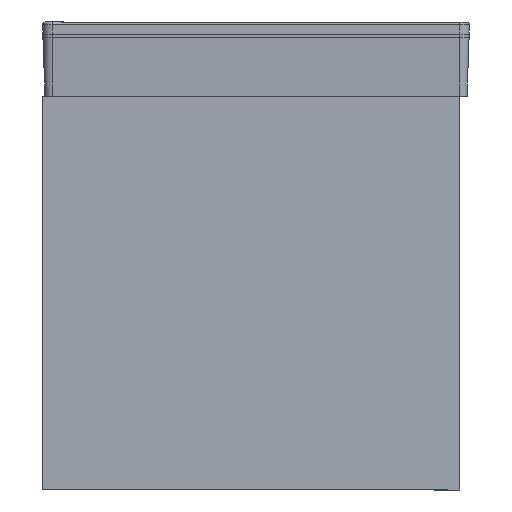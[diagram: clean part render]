
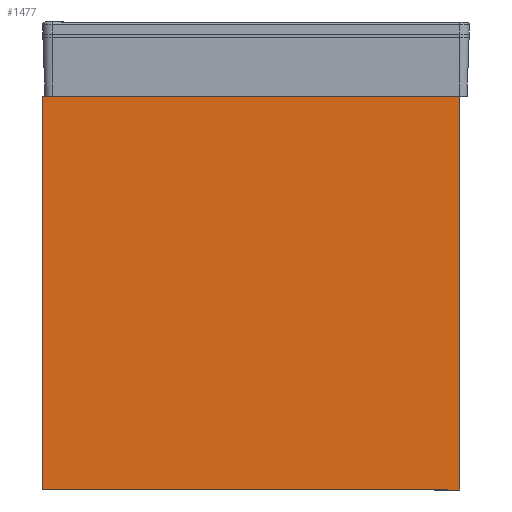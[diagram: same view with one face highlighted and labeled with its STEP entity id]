
A CAD part, left-side view. The second image highlights one B-rep face of the part: STEP entity #1477.
In plain terms, the highlighted planar face has unit normal (-1, 0, 0).
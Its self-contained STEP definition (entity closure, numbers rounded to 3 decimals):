
#1477=ADVANCED_FACE('',(#1779),#6504,.T.);
#1779=FACE_OUTER_BOUND('',#2081,.T.);
#2081=EDGE_LOOP('',(#2431,#2432,#2433,#2434));
#2431=ORIENTED_EDGE('',*,*,#4159,.F.);
#2432=ORIENTED_EDGE('',*,*,#4160,.F.);
#2433=ORIENTED_EDGE('',*,*,#4156,.F.);
#2434=ORIENTED_EDGE('',*,*,#4158,.F.);
#4156=EDGE_CURVE('',#5884,#5885,#5154,.T.);
#4158=EDGE_CURVE('',#5886,#5884,#5156,.T.);
#4159=EDGE_CURVE('',#5887,#5886,#5157,.T.);
#4160=EDGE_CURVE('',#5885,#5887,#5158,.T.);
#5154=B_SPLINE_CURVE_WITH_KNOTS('',1,(#7532,#7533),.UNSPECIFIED.,.F.,.F.,
(2,2),(0.,450.),.UNSPECIFIED.);
#5156=B_SPLINE_CURVE_WITH_KNOTS('',1,(#7536,#7537),.UNSPECIFIED.,.F.,.F.,
(2,2),(-425.,0.),.UNSPECIFIED.);
#5157=B_SPLINE_CURVE_WITH_KNOTS('',1,(#7538,#7539),.UNSPECIFIED.,.F.,.F.,
(2,2),(-450.,0.),.UNSPECIFIED.);
#5158=B_SPLINE_CURVE_WITH_KNOTS('',1,(#7540,#7541),.UNSPECIFIED.,.F.,.F.,
(2,2),(-425.,0.),.UNSPECIFIED.);
#5884=VERTEX_POINT('',#7518);
#5885=VERTEX_POINT('',#7519);
#5886=VERTEX_POINT('',#7520);
#5887=VERTEX_POINT('',#7521);
#6504=PLANE('',#7015);
#7015=AXIS2_PLACEMENT_3D('',#7510,#7245,$);
#7245=DIRECTION('',(-1.,0.,0.));
#7510=CARTESIAN_POINT('',(-390.5,-255.,495.));
#7518=CARTESIAN_POINT('',(-390.5,212.5,0.));
#7519=CARTESIAN_POINT('',(-390.5,212.5,450.));
#7520=CARTESIAN_POINT('',(-390.5,-212.5,0.));
#7521=CARTESIAN_POINT('',(-390.5,-212.5,450.));
#7532=CARTESIAN_POINT('',(-390.5,212.5,0.));
#7533=CARTESIAN_POINT('',(-390.5,212.5,450.));
#7536=CARTESIAN_POINT('',(-390.5,-212.5,0.));
#7537=CARTESIAN_POINT('',(-390.5,212.5,0.));
#7538=CARTESIAN_POINT('',(-390.5,-212.5,450.));
#7539=CARTESIAN_POINT('',(-390.5,-212.5,0.));
#7540=CARTESIAN_POINT('',(-390.5,212.5,450.));
#7541=CARTESIAN_POINT('',(-390.5,-212.5,450.));
